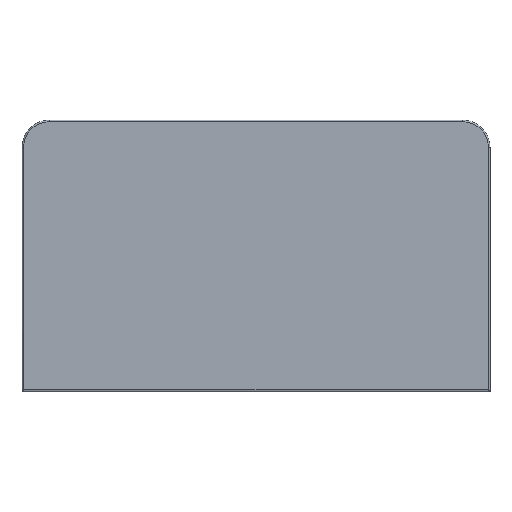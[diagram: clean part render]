
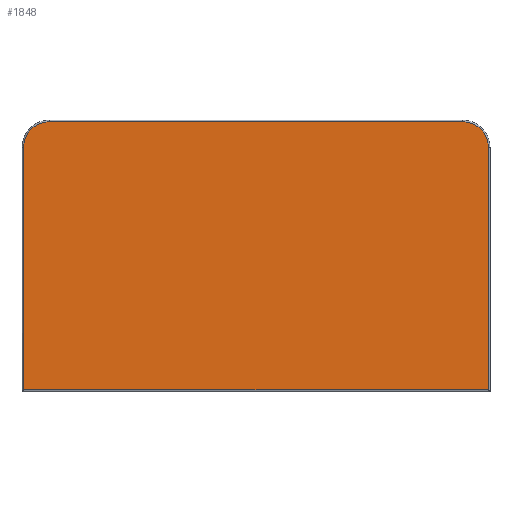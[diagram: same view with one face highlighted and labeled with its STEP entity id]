
A CAD part, top view. The second image highlights one B-rep face of the part: STEP entity #1848.
In plain terms, the highlighted planar face has unit normal (0, 0, 1).
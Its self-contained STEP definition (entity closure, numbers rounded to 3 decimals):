
#615=DIRECTION('',(1.,0.,0.));
#616=VECTOR('',#615,121.);
#617=CARTESIAN_POINT('',(-60.5,79.,0.));
#618=LINE('',#617,#616);
#634=DIRECTION('',(0.,1.,0.));
#635=VECTOR('',#634,71.);
#636=CARTESIAN_POINT('',(-68.,0.5,0.));
#637=LINE('',#636,#635);
#651=CARTESIAN_POINT('',(-60.5,71.5,0.));
#652=DIRECTION('',(0.,0.,1.));
#653=DIRECTION('',(0.,1.,0.));
#654=AXIS2_PLACEMENT_3D('',#651,#652,#653);
#656=CARTESIAN_POINT('',(60.5,71.5,0.));
#657=DIRECTION('',(0.,0.,1.));
#658=DIRECTION('',(1.,0.,0.));
#659=AXIS2_PLACEMENT_3D('',#656,#657,#658);
#661=DIRECTION('',(-1.,0.,0.));
#662=VECTOR('',#661,136.);
#663=CARTESIAN_POINT('',(68.,0.5,0.));
#664=LINE('',#663,#662);
#682=DIRECTION('',(0.,-1.,0.));
#683=VECTOR('',#682,71.);
#684=CARTESIAN_POINT('',(68.,71.5,0.));
#685=LINE('',#684,#683);
#857=CARTESIAN_POINT('',(60.5,79.,0.));
#859=VERTEX_POINT('',#857);
#880=CARTESIAN_POINT('',(68.,71.5,0.));
#881=VERTEX_POINT('',#880);
#917=CARTESIAN_POINT('',(-68.,71.5,0.));
#919=VERTEX_POINT('',#917);
#936=CARTESIAN_POINT('',(-60.5,79.,0.));
#938=VERTEX_POINT('',#936);
#980=CARTESIAN_POINT('',(68.,0.5,0.));
#981=VERTEX_POINT('',#980);
#982=CARTESIAN_POINT('',(-68.,0.5,0.));
#983=VERTEX_POINT('',#982);
#1833=CARTESIAN_POINT('',(68.5,79.5,0.));
#1834=DIRECTION('',(0.,0.,-1.));
#1835=DIRECTION('',(-1.,0.,0.));
#1836=AXIS2_PLACEMENT_3D('',#1833,#1834,#1835);
#1837=PLANE('',#1836);
#1839=ORIENTED_EDGE('',*,*,#1838,.T.);
#1840=ORIENTED_EDGE('',*,*,#1825,.T.);
#1841=ORIENTED_EDGE('',*,*,#1814,.F.);
#1842=ORIENTED_EDGE('',*,*,#1799,.T.);
#1843=ORIENTED_EDGE('',*,*,#1784,.F.);
#1845=ORIENTED_EDGE('',*,*,#1844,.T.);
#1846=EDGE_LOOP('',(#1839,#1840,#1841,#1842,#1843,#1845));
#1847=FACE_OUTER_BOUND('',#1846,.F.);
#1848=ADVANCED_FACE('',(#1847),#1837,.F.);
#655=CIRCLE('',#654,7.5);
#660=CIRCLE('',#659,7.5);
#1784=EDGE_CURVE('',#881,#859,#660,.T.);
#1799=EDGE_CURVE('',#938,#859,#618,.T.);
#1814=EDGE_CURVE('',#938,#919,#655,.T.);
#1825=EDGE_CURVE('',#983,#919,#637,.T.);
#1838=EDGE_CURVE('',#981,#983,#664,.T.);
#1844=EDGE_CURVE('',#881,#981,#685,.T.);
